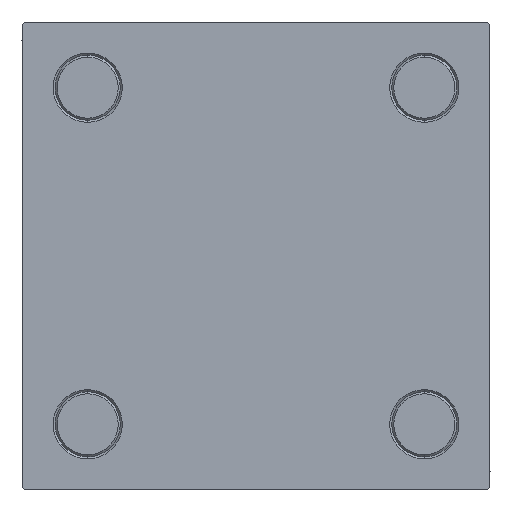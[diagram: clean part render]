
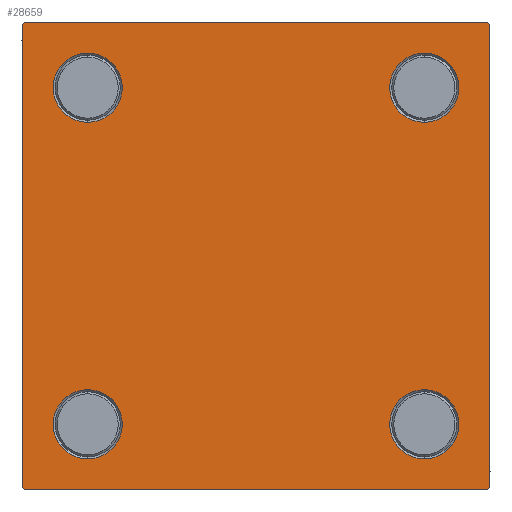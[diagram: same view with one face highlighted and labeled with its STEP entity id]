
A CAD part, left-side view. The second image highlights one B-rep face of the part: STEP entity #28659.
In plain terms, the highlighted planar face has unit normal (-1, 0, 0).
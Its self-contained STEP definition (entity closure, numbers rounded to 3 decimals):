
#170 = ORIENTED_EDGE ( 'NONE', *, *, #21772, .T. ) ;
#294 = EDGE_CURVE ( 'NONE', #36497, #21665, #48006, .T. ) ;
#867 = VECTOR ( 'NONE', #24576, 1000. ) ;
#1259 = DIRECTION ( 'NONE',  ( 0., 0., -1. ) ) ;
#1316 = CARTESIAN_POINT ( 'NONE',  ( 0., 41.35, -41.35 ) ) ;
#1545 = EDGE_CURVE ( 'NONE', #16122, #38545, #34082, .T. ) ;
#2347 = DIRECTION ( 'NONE',  ( 1., 0., 0. ) ) ;
#2582 = EDGE_LOOP ( 'NONE', ( #9919, #32686 ) ) ;
#3131 = DIRECTION ( 'NONE',  ( 1., 0., 0. ) ) ;
#3352 = AXIS2_PLACEMENT_3D ( 'NONE', #42776, #12167, #46101 ) ;
#3434 = CARTESIAN_POINT ( 'NONE',  ( 0., -41.35, -49.85 ) ) ;
#3544 = EDGE_CURVE ( 'NONE', #15097, #36312, #39861, .T. ) ;
#3818 = EDGE_CURVE ( 'NONE', #49453, #46115, #43391, .T. ) ;
#3994 = CARTESIAN_POINT ( 'NONE',  ( 0., 57., -57.5 ) ) ;
#4327 = CARTESIAN_POINT ( 'NONE',  ( 0., 57., 57.5 ) ) ;
#4859 = CIRCLE ( 'NONE', #33392, 8.5 ) ;
#5129 = ORIENTED_EDGE ( 'NONE', *, *, #27714, .F. ) ;
#5397 = ORIENTED_EDGE ( 'NONE', *, *, #42714, .T. ) ;
#5442 = VERTEX_POINT ( 'NONE', #14964 ) ;
#5780 = ORIENTED_EDGE ( 'NONE', *, *, #294, .T. ) ;
#6641 = AXIS2_PLACEMENT_3D ( 'NONE', #13803, #33408, #36474 ) ;
#6660 = CARTESIAN_POINT ( 'NONE',  ( 0., -41.35, 41.35 ) ) ;
#7008 = FACE_OUTER_BOUND ( 'NONE', #43154, .T. ) ;
#7964 = VERTEX_POINT ( 'NONE', #16503 ) ;
#8145 = CARTESIAN_POINT ( 'NONE',  ( 0., -57.5, -57. ) ) ;
#9344 = VECTOR ( 'NONE', #15116, 1000. ) ;
#9919 = ORIENTED_EDGE ( 'NONE', *, *, #19976, .T. ) ;
#10117 = DIRECTION ( 'NONE',  ( 0., -1., 0. ) ) ;
#10347 = DIRECTION ( 'NONE',  ( -1., 0., 0. ) ) ;
#10725 = VECTOR ( 'NONE', #27088, 1000. ) ;
#11427 = ORIENTED_EDGE ( 'NONE', *, *, #3818, .T. ) ;
#11440 = DIRECTION ( 'NONE',  ( 0., -1., 0. ) ) ;
#11536 = CARTESIAN_POINT ( 'NONE',  ( 0., 57.5, 57.5 ) ) ;
#11635 = AXIS2_PLACEMENT_3D ( 'NONE', #1316, #48004, #13085 ) ;
#11956 = EDGE_CURVE ( 'NONE', #37142, #38545, #34638, .T. ) ;
#12167 = DIRECTION ( 'NONE',  ( 1., 0., 0. ) ) ;
#12250 = ORIENTED_EDGE ( 'NONE', *, *, #11956, .F. ) ;
#12476 = EDGE_CURVE ( 'NONE', #37142, #49453, #34717, .T. ) ;
#12495 = AXIS2_PLACEMENT_3D ( 'NONE', #46268, #10347, #41954 ) ;
#12509 = ORIENTED_EDGE ( 'NONE', *, *, #36775, .T. ) ;
#13085 = DIRECTION ( 'NONE',  ( 0., 0., 1. ) ) ;
#13324 = ORIENTED_EDGE ( 'NONE', *, *, #18479, .T. ) ;
#13803 = CARTESIAN_POINT ( 'NONE',  ( 0., -41.35, 41.35 ) ) ;
#14659 = VERTEX_POINT ( 'NONE', #3434 ) ;
#14964 = CARTESIAN_POINT ( 'NONE',  ( 0., 41.35, 49.85 ) ) ;
#15097 = VERTEX_POINT ( 'NONE', #20454 ) ;
#15116 = DIRECTION ( 'NONE',  ( 0., 0.707, -0.707 ) ) ;
#15227 = EDGE_LOOP ( 'NONE', ( #47541, #13324 ) ) ;
#15272 = ORIENTED_EDGE ( 'NONE', *, *, #3544, .T. ) ;
#15537 = EDGE_CURVE ( 'NONE', #40605, #15097, #36881, .T. ) ;
#16122 = VERTEX_POINT ( 'NONE', #25386 ) ;
#16503 = CARTESIAN_POINT ( 'NONE',  ( 0., -41.35, -32.85 ) ) ;
#16855 = CARTESIAN_POINT ( 'NONE',  ( 0., 41.35, 32.85 ) ) ;
#16994 = DIRECTION ( 'NONE',  ( 1., 0., 0. ) ) ;
#17514 = CARTESIAN_POINT ( 'NONE',  ( 0., -41.35, -41.35 ) ) ;
#17533 = CARTESIAN_POINT ( 'NONE',  ( 0., 57.5, -57.5 ) ) ;
#18161 = EDGE_CURVE ( 'NONE', #7964, #14659, #4859, .T. ) ;
#18479 = EDGE_CURVE ( 'NONE', #14659, #7964, #28539, .T. ) ;
#18662 = DIRECTION ( 'NONE',  ( 0., 0., 1. ) ) ;
#19009 = FACE_BOUND ( 'NONE', #47346, .T. ) ;
#19976 = EDGE_CURVE ( 'NONE', #35728, #28274, #44056, .T. ) ;
#20454 = CARTESIAN_POINT ( 'NONE',  ( 0., -57., -57.5 ) ) ;
#21665 = VERTEX_POINT ( 'NONE', #48732 ) ;
#21702 = EDGE_CURVE ( 'NONE', #21665, #36497, #28617, .T. ) ;
#21772 = EDGE_CURVE ( 'NONE', #46115, #40605, #42320, .T. ) ;
#23680 = AXIS2_PLACEMENT_3D ( 'NONE', #29401, #2347, #33221 ) ;
#24510 = ORIENTED_EDGE ( 'NONE', *, *, #21702, .T. ) ;
#24576 = DIRECTION ( 'NONE',  ( 0., -0.707, 0.707 ) ) ;
#25386 = CARTESIAN_POINT ( 'NONE',  ( 0., -57.5, 57. ) ) ;
#25402 = DIRECTION ( 'NONE',  ( 0., 0., 1. ) ) ;
#26108 = VECTOR ( 'NONE', #45831, 1000. ) ;
#27088 = DIRECTION ( 'NONE',  ( 0., 0., -1. ) ) ;
#27522 = EDGE_CURVE ( 'NONE', #28274, #35728, #46649, .T. ) ;
#27714 = EDGE_CURVE ( 'NONE', #16122, #36312, #32124, .T. ) ;
#28274 = VERTEX_POINT ( 'NONE', #33337 ) ;
#28539 = CIRCLE ( 'NONE', #23680, 8.5 ) ;
#28617 = CIRCLE ( 'NONE', #6641, 8.5 ) ;
#28658 = CARTESIAN_POINT ( 'NONE',  ( 0., 41.35, -32.85 ) ) ;
#28659 = ADVANCED_FACE ( 'NONE', ( #19009, #34531, #49855, #34030, #7008 ), #45777, .T. ) ;
#29401 = CARTESIAN_POINT ( 'NONE',  ( 0., -41.35, -41.35 ) ) ;
#29890 = AXIS2_PLACEMENT_3D ( 'NONE', #46198, #38045, #30870 ) ;
#30171 = CARTESIAN_POINT ( 'NONE',  ( 0., 41.35, 41.35 ) ) ;
#30870 = DIRECTION ( 'NONE',  ( 0., 0., 1. ) ) ;
#31130 = CARTESIAN_POINT ( 'NONE',  ( 0., 57.25, 57.25 ) ) ;
#31405 = VECTOR ( 'NONE', #10117, 1000. ) ;
#31719 = CARTESIAN_POINT ( 'NONE',  ( 0., -41.35, 32.85 ) ) ;
#32102 = VECTOR ( 'NONE', #11440, 1000. ) ;
#32124 = LINE ( 'NONE', #36210, #45860 ) ;
#32247 = EDGE_LOOP ( 'NONE', ( #5397, #12509 ) ) ;
#32686 = ORIENTED_EDGE ( 'NONE', *, *, #27522, .T. ) ;
#33221 = DIRECTION ( 'NONE',  ( 0., 0., 1. ) ) ;
#33337 = CARTESIAN_POINT ( 'NONE',  ( 0., 41.35, -49.85 ) ) ;
#33392 = AXIS2_PLACEMENT_3D ( 'NONE', #17514, #16994, #25402 ) ;
#33408 = DIRECTION ( 'NONE',  ( 1., 0., 0. ) ) ;
#33917 = CARTESIAN_POINT ( 'NONE',  ( 0., 57.25, -57.25 ) ) ;
#34030 = FACE_BOUND ( 'NONE', #32247, .T. ) ;
#34082 = LINE ( 'NONE', #49652, #26108 ) ;
#34246 = DIRECTION ( 'NONE',  ( 0., 0., 1. ) ) ;
#34376 = VECTOR ( 'NONE', #37752, 1000. ) ;
#34531 = FACE_BOUND ( 'NONE', #15227, .T. ) ;
#34638 = LINE ( 'NONE', #50205, #32102 ) ;
#34697 = ORIENTED_EDGE ( 'NONE', *, *, #1545, .T. ) ;
#34717 = LINE ( 'NONE', #31130, #9344 ) ;
#35728 = VERTEX_POINT ( 'NONE', #28658 ) ;
#36210 = CARTESIAN_POINT ( 'NONE',  ( 0., -57.5, 57.5 ) ) ;
#36312 = VERTEX_POINT ( 'NONE', #8145 ) ;
#36474 = DIRECTION ( 'NONE',  ( 0., 0., 1. ) ) ;
#36497 = VERTEX_POINT ( 'NONE', #31719 ) ;
#36775 = EDGE_CURVE ( 'NONE', #45133, #5442, #49384, .T. ) ;
#36881 = LINE ( 'NONE', #17533, #31405 ) ;
#37142 = VERTEX_POINT ( 'NONE', #4327 ) ;
#37752 = DIRECTION ( 'NONE',  ( 0., -0.707, -0.707 ) ) ;
#38045 = DIRECTION ( 'NONE',  ( 1., 0., 0. ) ) ;
#38545 = VERTEX_POINT ( 'NONE', #39434 ) ;
#39052 = AXIS2_PLACEMENT_3D ( 'NONE', #6660, #46179, #18662 ) ;
#39434 = CARTESIAN_POINT ( 'NONE',  ( 0., -57., 57.5 ) ) ;
#39861 = LINE ( 'NONE', #47517, #867 ) ;
#40605 = VERTEX_POINT ( 'NONE', #3994 ) ;
#41954 = DIRECTION ( 'NONE',  ( 0., 0., 1. ) ) ;
#42320 = LINE ( 'NONE', #33917, #34376 ) ;
#42714 = EDGE_CURVE ( 'NONE', #5442, #45133, #47784, .T. ) ;
#42776 = CARTESIAN_POINT ( 'NONE',  ( 0., 41.35, -41.35 ) ) ;
#43154 = EDGE_LOOP ( 'NONE', ( #11427, #170, #47223, #15272, #5129, #34697, #12250, #49539 ) ) ;
#43391 = LINE ( 'NONE', #11536, #10725 ) ;
#44056 = CIRCLE ( 'NONE', #3352, 8.5 ) ;
#44505 = AXIS2_PLACEMENT_3D ( 'NONE', #30171, #3131, #34246 ) ;
#45133 = VERTEX_POINT ( 'NONE', #16855 ) ;
#45777 = PLANE ( 'NONE',  #12495 ) ;
#45831 = DIRECTION ( 'NONE',  ( 0., 0.707, 0.707 ) ) ;
#45860 = VECTOR ( 'NONE', #1259, 1000. ) ;
#46101 = DIRECTION ( 'NONE',  ( 0., 0., 1. ) ) ;
#46115 = VERTEX_POINT ( 'NONE', #47384 ) ;
#46179 = DIRECTION ( 'NONE',  ( 1., 0., 0. ) ) ;
#46198 = CARTESIAN_POINT ( 'NONE',  ( 0., 41.35, 41.35 ) ) ;
#46268 = CARTESIAN_POINT ( 'NONE',  ( 0., 0., 0. ) ) ;
#46649 = CIRCLE ( 'NONE', #11635, 8.5 ) ;
#47223 = ORIENTED_EDGE ( 'NONE', *, *, #15537, .T. ) ;
#47346 = EDGE_LOOP ( 'NONE', ( #24510, #5780 ) ) ;
#47384 = CARTESIAN_POINT ( 'NONE',  ( 0., 57.5, -57. ) ) ;
#47517 = CARTESIAN_POINT ( 'NONE',  ( 0., -57.25, -57.25 ) ) ;
#47541 = ORIENTED_EDGE ( 'NONE', *, *, #18161, .T. ) ;
#47784 = CIRCLE ( 'NONE', #29890, 8.5 ) ;
#48004 = DIRECTION ( 'NONE',  ( 1., 0., 0. ) ) ;
#48006 = CIRCLE ( 'NONE', #39052, 8.5 ) ;
#48732 = CARTESIAN_POINT ( 'NONE',  ( 0., -41.35, 49.85 ) ) ;
#49335 = CARTESIAN_POINT ( 'NONE',  ( 0., 57.5, 57. ) ) ;
#49384 = CIRCLE ( 'NONE', #44505, 8.5 ) ;
#49453 = VERTEX_POINT ( 'NONE', #49335 ) ;
#49539 = ORIENTED_EDGE ( 'NONE', *, *, #12476, .T. ) ;
#49652 = CARTESIAN_POINT ( 'NONE',  ( 0., -57.25, 57.25 ) ) ;
#49855 = FACE_BOUND ( 'NONE', #2582, .T. ) ;
#50205 = CARTESIAN_POINT ( 'NONE',  ( 0., 57.5, 57.5 ) ) ;
